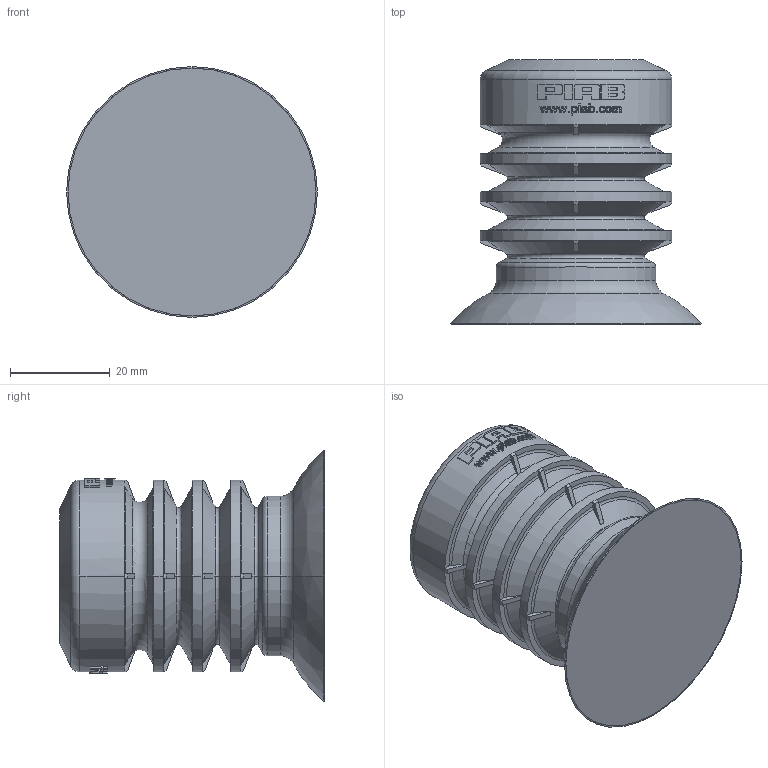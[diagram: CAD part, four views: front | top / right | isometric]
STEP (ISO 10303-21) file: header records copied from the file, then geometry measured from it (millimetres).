
FILE_DESCRIPTION( ( 'Unknown' ), '1' );
FILE_NAME( 'SE-0416717.stp', 'Unknown', ( 'Unknown' ), ( 'Unknown' ), 'PSStep 17.0.49', 'Unknown', ' ' );
FILE_SCHEMA( ( 'AUTOMOTIVE_DESIGN { 1 0 10303 214 1 1 1 1 }' ) );
Length unit declared in the file: millimetre
Products named in the file (1): 1
Bounding box: 50.31 x 53 x 50.31 mm (x, y, z)
Volume: 52278.6 mm3; surface area: 12158.2 mm2
Topology: 1 solids, 1 shells, 379 faces, 956 edges, 617 vertices
Faces by surface type: plane 184, bspline 77, cylinder 45, cone 39, torus 34
Entity records: 17872 total; most frequent: CARTESIAN_POINT 7219, ORIENTED_EDGE 1878, DIRECTION 1049, EDGE_CURVE 939, B_SPLINE_CURVE_WITH_KNOTS 672, VERTEX_POINT 612, AXIS2_PLACEMENT_3D 479, EDGE_LOOP 429
